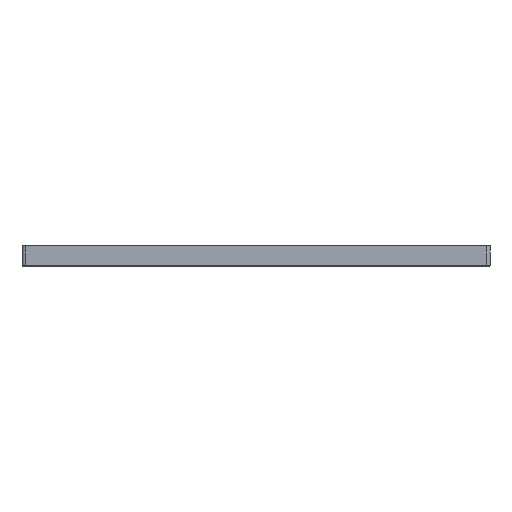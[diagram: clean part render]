
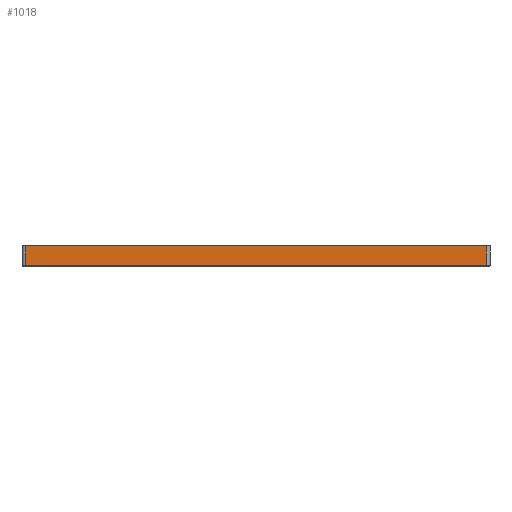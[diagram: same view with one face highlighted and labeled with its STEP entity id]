
A CAD part, top view. The second image highlights one B-rep face of the part: STEP entity #1018.
In plain terms, the highlighted planar face has unit normal (0, 0, 1).
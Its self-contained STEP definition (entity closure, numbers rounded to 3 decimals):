
#20 = VERTEX_POINT ( 'NONE', #689 ) ;
#119 = CARTESIAN_POINT ( 'NONE',  ( 0., 6.35, 152.4 ) ) ;
#127 = VECTOR ( 'NONE', #1015, 1000. ) ;
#134 = VERTEX_POINT ( 'NONE', #224 ) ;
#187 = ORIENTED_EDGE ( 'NONE', *, *, #1203, .T. ) ;
#199 = DIRECTION ( 'NONE',  ( -1., 0., 0. ) ) ;
#211 = EDGE_CURVE ( 'NONE', #20, #1866, #708, .T. ) ;
#224 = CARTESIAN_POINT ( 'NONE',  ( 1., 0., 152.4 ) ) ;
#333 = DIRECTION ( 'NONE',  ( 0., 0., -1. ) ) ;
#488 = CARTESIAN_POINT ( 'NONE',  ( 151.4, 0., 152.4 ) ) ;
#523 = VECTOR ( 'NONE', #1040, 1000. ) ;
#539 = LINE ( 'NONE', #1971, #127 ) ;
#572 = EDGE_CURVE ( 'NONE', #134, #1914, #539, .T. ) ;
#621 = ORIENTED_EDGE ( 'NONE', *, *, #211, .F. ) ;
#635 = LINE ( 'NONE', #910, #1606 ) ;
#689 = CARTESIAN_POINT ( 'NONE',  ( 1., 6.35, 152.4 ) ) ;
#708 = LINE ( 'NONE', #119, #1170 ) ;
#744 = DIRECTION ( 'NONE',  ( 1., 0., 0. ) ) ;
#910 = CARTESIAN_POINT ( 'NONE',  ( 151.4, 6.35, 152.4 ) ) ;
#1015 = DIRECTION ( 'NONE',  ( 1., 0., 0. ) ) ;
#1018 = ADVANCED_FACE ( 'NONE', ( #1617 ), #1605, .F. ) ;
#1040 = DIRECTION ( 'NONE',  ( 0., -1., 0. ) ) ;
#1099 = DIRECTION ( 'NONE',  ( 0., 1., 0. ) ) ;
#1170 = VECTOR ( 'NONE', #744, 1000. ) ;
#1203 = EDGE_CURVE ( 'NONE', #20, #134, #1206, .T. ) ;
#1206 = LINE ( 'NONE', #1829, #523 ) ;
#1211 = AXIS2_PLACEMENT_3D ( 'NONE', #1579, #333, #199 ) ;
#1317 = EDGE_LOOP ( 'NONE', ( #1421, #1329, #621, #187 ) ) ;
#1329 = ORIENTED_EDGE ( 'NONE', *, *, #1591, .T. ) ;
#1421 = ORIENTED_EDGE ( 'NONE', *, *, #572, .T. ) ;
#1545 = CARTESIAN_POINT ( 'NONE',  ( 151.4, 6.35, 152.4 ) ) ;
#1579 = CARTESIAN_POINT ( 'NONE',  ( 0., 6.35, 152.4 ) ) ;
#1591 = EDGE_CURVE ( 'NONE', #1914, #1866, #635, .T. ) ;
#1605 = PLANE ( 'NONE',  #1211 ) ;
#1606 = VECTOR ( 'NONE', #1099, 1000. ) ;
#1617 = FACE_OUTER_BOUND ( 'NONE', #1317, .T. ) ;
#1829 = CARTESIAN_POINT ( 'NONE',  ( 1., 6.35, 152.4 ) ) ;
#1866 = VERTEX_POINT ( 'NONE', #1545 ) ;
#1914 = VERTEX_POINT ( 'NONE', #488 ) ;
#1971 = CARTESIAN_POINT ( 'NONE',  ( 0., 0., 152.4 ) ) ;
